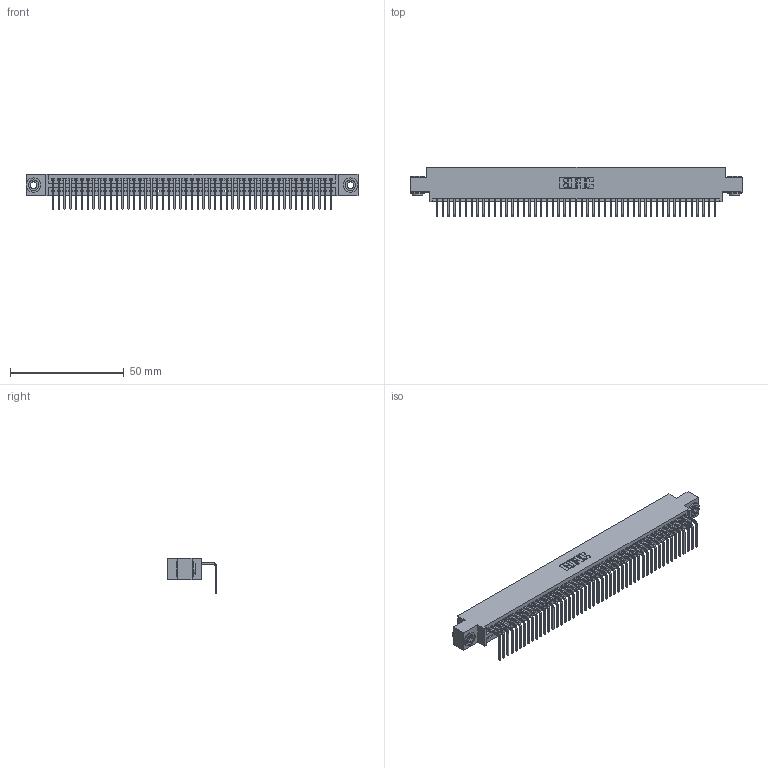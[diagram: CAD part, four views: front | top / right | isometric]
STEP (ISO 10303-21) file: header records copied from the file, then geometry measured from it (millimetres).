
FILE_DESCRIPTION (( 'STEP AP203' ), '1' );
FILE_NAME ('395-049-558-603.STEP', '2019-10-11T13:32:42', ( '' ), ( '' ), 'SwSTEP 2.0', 'SolidWorks 2016', '' );
FILE_SCHEMA (( 'CONFIG_CONTROL_DESIGN' ));
Length unit declared in the file: inch
Products named in the file (4): 345 Part_0.170 Offset - 0.156 Dia-TH; 345-292-001_558 Tail - 2; 345-250-002_345-250-002-102; 395-049-558-603
Assembly tree (52 placements, depth 2):
  395-049-558-603
    345 Part_0.170 Offset - 0.156 Dia-TH
    345-292-001_558 Tail - 2  x49
    345-250-002_345-250-002-102  x2
Bounding box: 145.67 x 21.83 x 15.37 mm (x, y, z)
Volume: 13962.4 mm3; surface area: 19950.2 mm2
Topology: 52 solids, 52 shells, 3108 faces, 9347 edges, 6162 vertices
Faces by surface type: plane 2152, cylinder 948, cone 8
Entity records: 36802 total; most frequent: CARTESIAN_POINT 6354, ORIENTED_EDGE 6330, DIRECTION 5569, EDGE_CURVE 3165, LINE 2813, VECTOR 2813, VERTEX_POINT 2106, AXIS2_PLACEMENT_3D 1378
